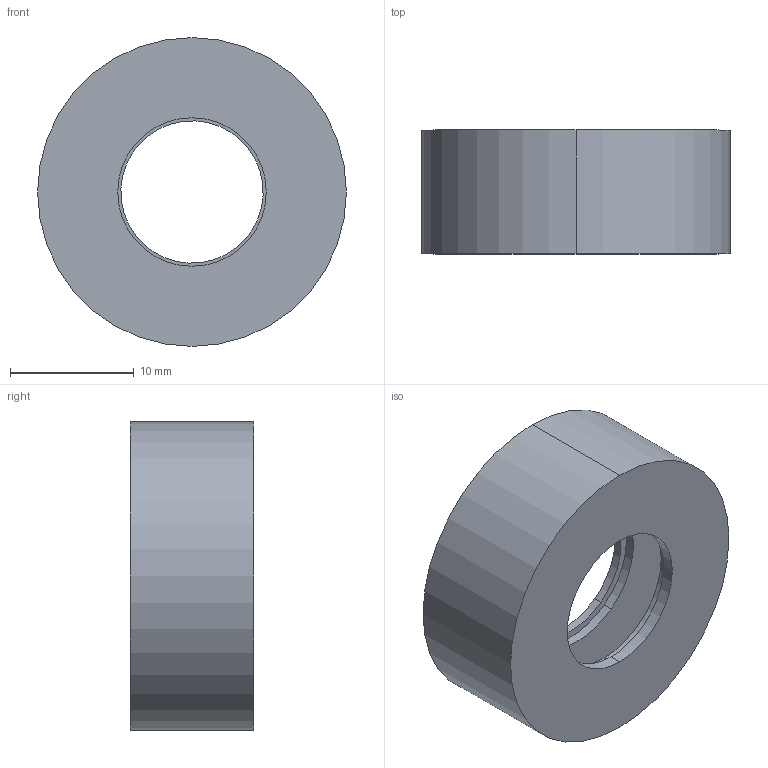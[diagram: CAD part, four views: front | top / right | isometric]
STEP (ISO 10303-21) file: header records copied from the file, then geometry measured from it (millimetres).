
FILE_DESCRIPTION (( 'STEP AP203' ), '1' );
FILE_NAME ('85547.step', '2011-12-20T18:31:14', ( '' ), ( '' ), 'SwSTEP 2.0', 'SolidWorks 2011', '' );
FILE_SCHEMA (( 'CONFIG_CONTROL_DESIGN' ));
Length unit declared in the file: millimetre
Products named in the file (1): 85547
Bounding box: 24.95 x 10 x 24.95 mm (x, y, z)
Volume: 1954.4 mm3; surface area: 3249.7 mm2
Topology: 2 solids, 2 shells, 36 faces, 82 edges, 54 vertices
Faces by surface type: cylinder 18, plane 16, cone 2
Entity records: 1119 total; most frequent: DIRECTION 202, CARTESIAN_POINT 173, ORIENTED_EDGE 164, AXIS2_PLACEMENT_3D 83, EDGE_CURVE 82, VERTEX_POINT 54, CIRCLE 46, EDGE_LOOP 44
